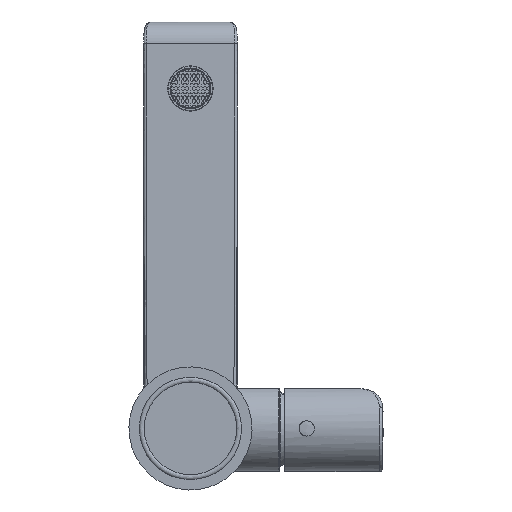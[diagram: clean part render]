
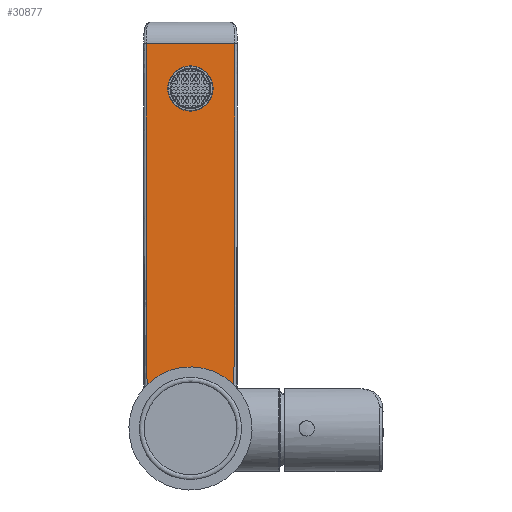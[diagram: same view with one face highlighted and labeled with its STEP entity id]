
A CAD part, front view. The second image highlights one B-rep face of the part: STEP entity #30877.
In plain terms, the highlighted planar face has unit normal (0, -1, 0.031).
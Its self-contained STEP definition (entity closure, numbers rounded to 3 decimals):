
#756=ELLIPSE('',#33568,576.281,18.);
#757=ELLIPSE('',#33569,576.281,18.);
#2920=LINE('',#52422,#5433);
#2921=LINE('',#52424,#5434);
#2922=LINE('',#52426,#5435);
#2923=LINE('',#52429,#5436);
#5433=VECTOR('',#40776,10.);
#5434=VECTOR('',#40777,10.);
#5435=VECTOR('',#40778,10.);
#5436=VECTOR('',#40781,10.);
#6872=PLANE('',#33567);
#7060=FACE_BOUND('',#10660,.T.);
#8886=FACE_OUTER_BOUND('',#10659,.T.);
#10659=EDGE_LOOP('',(#24949,#24950,#24951,#24952,#24953,#24954));
#10660=EDGE_LOOP('',(#24955));
#11421=CIRCLE('',#32182,9.217);
#12945=VERTEX_POINT('',#48368);
#13579=VERTEX_POINT('',#52418);
#13580=VERTEX_POINT('',#52419);
#13581=VERTEX_POINT('',#52421);
#13582=VERTEX_POINT('',#52423);
#13583=VERTEX_POINT('',#52425);
#13584=VERTEX_POINT('',#52427);
#15975=EDGE_CURVE('',#12945,#12945,#11421,.T.);
#17491=EDGE_CURVE('',#13579,#13580,#756,.T.);
#17492=EDGE_CURVE('',#13581,#13579,#2920,.T.);
#17493=EDGE_CURVE('',#13582,#13581,#2921,.T.);
#17494=EDGE_CURVE('',#13583,#13582,#2922,.T.);
#17495=EDGE_CURVE('',#13584,#13583,#757,.T.);
#17496=EDGE_CURVE('',#13584,#13580,#2923,.T.);
#24949=ORIENTED_EDGE('',*,*,#17491,.F.);
#24950=ORIENTED_EDGE('',*,*,#17492,.F.);
#24951=ORIENTED_EDGE('',*,*,#17493,.F.);
#24952=ORIENTED_EDGE('',*,*,#17494,.F.);
#24953=ORIENTED_EDGE('',*,*,#17495,.F.);
#24954=ORIENTED_EDGE('',*,*,#17496,.T.);
#24955=ORIENTED_EDGE('',*,*,#15975,.T.);
#30877=ADVANCED_FACE('',(#8886,#7060),#6872,.F.);
#32182=AXIS2_PLACEMENT_3D('',#48369,#37136,#37137);
#33567=AXIS2_PLACEMENT_3D('',#52417,#40772,#40773);
#33568=AXIS2_PLACEMENT_3D('',#52420,#40774,#40775);
#33569=AXIS2_PLACEMENT_3D('',#52428,#40779,#40780);
#37136=DIRECTION('center_axis',(0.,1.,-0.031));
#37137=DIRECTION('ref_axis',(0.,0.031,1.));
#40772=DIRECTION('center_axis',(0.,1.,-0.031));
#40773=DIRECTION('ref_axis',(0.,0.031,1.));
#40774=DIRECTION('center_axis',(0.,1.,-0.031));
#40775=DIRECTION('ref_axis',(0.,-0.031,-1.));
#40776=DIRECTION('',(-0.005,0.031,0.999));
#40777=DIRECTION('',(-1.,0.,0.));
#40778=DIRECTION('',(-0.005,-0.031,-0.999));
#40779=DIRECTION('center_axis',(0.,1.,-0.031));
#40780=DIRECTION('ref_axis',(0.,-0.031,-1.));
#40781=DIRECTION('',(-1.,0.,0.));
#48368=CARTESIAN_POINT('',(0.,157.868,128.788));
#48369=CARTESIAN_POINT('Origin',(0.,158.156,138.));
#52417=CARTESIAN_POINT('Origin',(0.,154.306,14.786));
#52418=CARTESIAN_POINT('',(-17.617,154.307,14.817));
#52419=CARTESIAN_POINT('',(-17.985,158.728,156.281));
#52420=CARTESIAN_POINT('Origin',(0.,158.,133.016));
#52421=CARTESIAN_POINT('',(-17.617,154.306,14.786));
#52422=CARTESIAN_POINT('',(-17.617,154.306,14.786));
#52423=CARTESIAN_POINT('',(17.617,154.306,14.786));
#52424=CARTESIAN_POINT('',(0.,154.306,14.786));
#52425=CARTESIAN_POINT('',(17.617,154.307,14.817));
#52426=CARTESIAN_POINT('',(17.617,154.307,14.817));
#52427=CARTESIAN_POINT('',(17.985,158.728,156.281));
#52428=CARTESIAN_POINT('Origin',(0.,158.,133.016));
#52429=CARTESIAN_POINT('',(0.,158.728,156.281));
